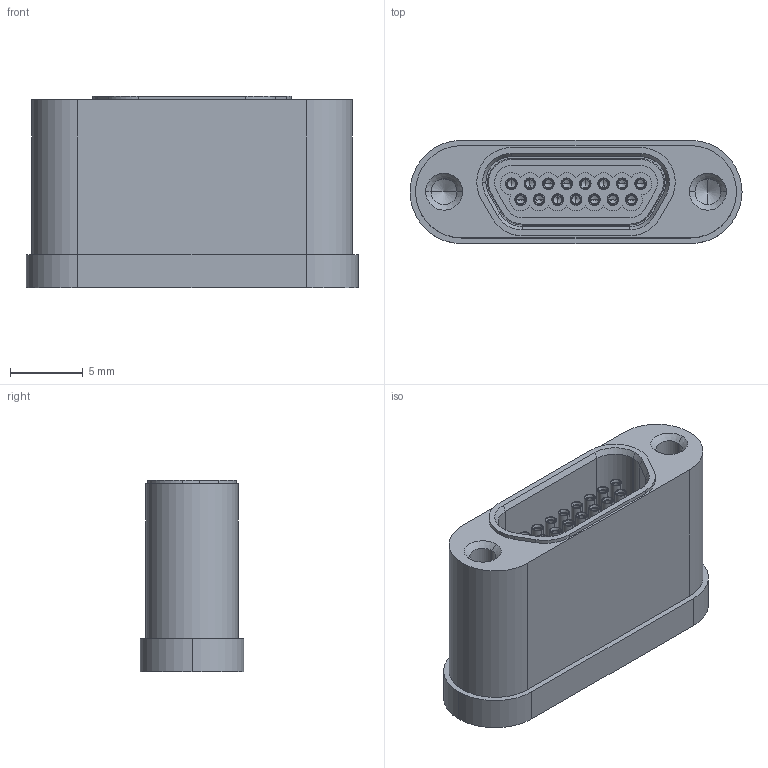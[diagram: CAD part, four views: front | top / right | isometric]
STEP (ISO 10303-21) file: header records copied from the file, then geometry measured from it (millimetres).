
FILE_DESCRIPTION (( 'STEP AP203' ), '1' );
FILE_NAME ('A8978-2-W.STEP', '2013-04-29T11:28:14', ( '' ), ( '' ), 'SwSTEP 2.0', 'SolidWorks 2012', '' );
FILE_SCHEMA (( 'CONFIG_CONTROL_DESIGN' ));
Length unit declared in the file: inch
Products named in the file (1): A8978-2-W
Bounding box: 22.86 x 7.11 x 13.21 mm (x, y, z)
Volume: 1095 mm3; surface area: 2143.8 mm2
Topology: 32 solids, 32 shells, 716 faces, 1715 edges, 1023 vertices
Faces by surface type: cylinder 357, cone 130, plane 124, bspline 105
Entity records: 22549 total; most frequent: CARTESIAN_POINT 5562, DIRECTION 3797, ORIENTED_EDGE 3384, EDGE_CURVE 1692, AXIS2_PLACEMENT_3D 1553, VERTEX_POINT 1038, CIRCLE 941, EDGE_LOOP 834
